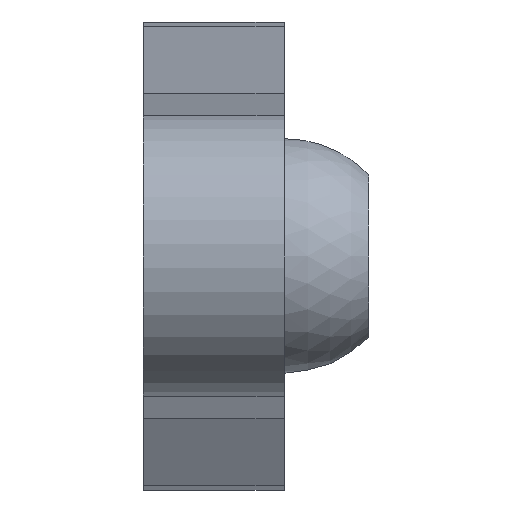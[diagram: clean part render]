
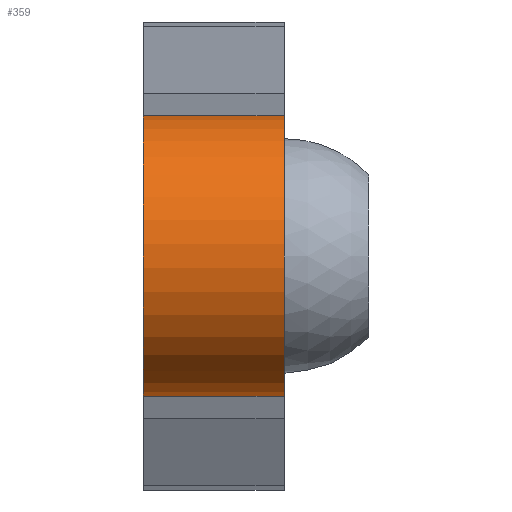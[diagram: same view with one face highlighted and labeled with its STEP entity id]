
A CAD part, left-side view. The second image highlights one B-rep face of the part: STEP entity #359.
In plain terms, the highlighted cylindrical face has radius 3 mm (diameter 6 mm), a partial arc.
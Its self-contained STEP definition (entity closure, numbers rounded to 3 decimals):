
#35=LINE('',#612,#59);
#36=LINE('',#618,#60);
#59=VECTOR('',#505,10.);
#60=VECTOR('',#512,10.);
#74=CYLINDRICAL_SURFACE('',#413,3.);
#95=FACE_OUTER_BOUND('',#117,.T.);
#117=EDGE_LOOP('',(#281,#282,#283,#284));
#151=CIRCLE('',#414,3.);
#152=CIRCLE('',#415,3.);
#177=VERTEX_POINT('',#608);
#178=VERTEX_POINT('',#610);
#179=VERTEX_POINT('',#614);
#180=VERTEX_POINT('',#616);
#219=EDGE_CURVE('',#177,#178,#35,.T.);
#220=EDGE_CURVE('',#179,#177,#151,.T.);
#221=EDGE_CURVE('',#180,#178,#152,.T.);
#222=EDGE_CURVE('',#179,#180,#36,.T.);
#281=ORIENTED_EDGE('',*,*,#220,.T.);
#282=ORIENTED_EDGE('',*,*,#219,.T.);
#283=ORIENTED_EDGE('',*,*,#221,.F.);
#284=ORIENTED_EDGE('',*,*,#222,.F.);
#359=ADVANCED_FACE('',(#95),#74,.T.);
#413=AXIS2_PLACEMENT_3D('',#613,#506,#507);
#414=AXIS2_PLACEMENT_3D('',#615,#508,#509);
#415=AXIS2_PLACEMENT_3D('',#617,#510,#511);
#505=DIRECTION('',(0.,1.,0.));
#506=DIRECTION('center_axis',(0.,1.,0.));
#507=DIRECTION('ref_axis',(-1.,0.,0.));
#508=DIRECTION('center_axis',(0.,1.,0.));
#509=DIRECTION('ref_axis',(1.,0.,0.));
#510=DIRECTION('center_axis',(0.,1.,0.));
#511=DIRECTION('ref_axis',(1.,0.,0.));
#512=DIRECTION('',(0.,1.,0.));
#608=CARTESIAN_POINT('',(-30.273,0.,7.988));
#610=CARTESIAN_POINT('',(-30.273,3.,7.988));
#612=CARTESIAN_POINT('',(-30.273,0.,7.988));
#613=CARTESIAN_POINT('Origin',(-30.,0.,5.));
#614=CARTESIAN_POINT('',(-30.273,0.,2.012));
#615=CARTESIAN_POINT('Origin',(-30.,0.,5.));
#616=CARTESIAN_POINT('',(-30.273,3.,2.012));
#617=CARTESIAN_POINT('Origin',(-30.,3.,5.));
#618=CARTESIAN_POINT('',(-30.273,0.,2.012));
